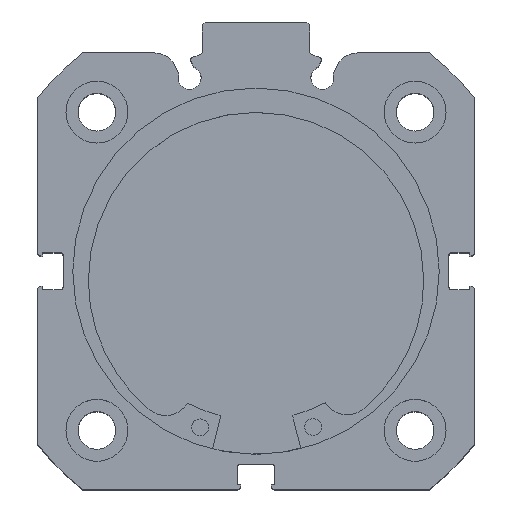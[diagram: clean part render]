
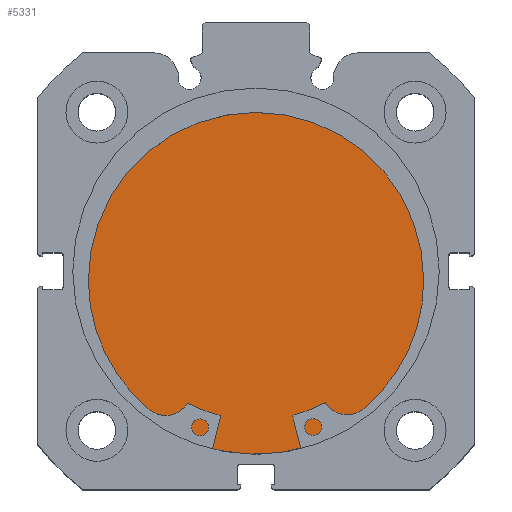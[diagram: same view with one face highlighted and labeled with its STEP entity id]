
A CAD part, top view. The second image highlights one B-rep face of the part: STEP entity #5331.
In plain terms, the highlighted face is planar.
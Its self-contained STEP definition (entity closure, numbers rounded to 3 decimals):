
#380 = AXIS2_PLACEMENT_3D ( 'NONE', #803, #809, #810 ) ;
#584 = AXIS2_PLACEMENT_3D ( 'NONE', #1533, #1534, #1535 ) ;
#589 = AXIS2_PLACEMENT_3D ( 'NONE', #1527, #1549, #1550 ) ;
#800 = PLANE ( 'NONE',  #380 ) ;
#803 = CARTESIAN_POINT ( 'NONE',  ( 9.5, 32.5, 0. ) ) ;
#809 = DIRECTION ( 'NONE',  ( -1., 0., 0. ) ) ;
#810 = DIRECTION ( 'NONE',  ( 0., 0., 1. ) ) ;
#1527 = CARTESIAN_POINT ( 'NONE',  ( 9.5, 0., 0. ) ) ;
#1533 = CARTESIAN_POINT ( 'NONE',  ( 9.5, 0., 0. ) ) ;
#1534 = DIRECTION ( 'NONE',  ( -1., 0., 0. ) ) ;
#1535 = DIRECTION ( 'NONE',  ( 0., 0., 1. ) ) ;
#1549 = DIRECTION ( 'NONE',  ( -1., 0., 0. ) ) ;
#1550 = DIRECTION ( 'NONE',  ( 0., 0., 1. ) ) ;
#2264 = CIRCLE ( 'NONE', #584, 32.5 ) ;
#2273 = CIRCLE ( 'NONE', #589, 32.5 ) ;
#3267 = VERTEX_POINT ( 'NONE', #6574 ) ;
#3268 = VERTEX_POINT ( 'NONE', #6569 ) ;
#4536 = ORIENTED_EDGE ( 'NONE', *, *, #6671, .F. ) ;
#4537 = ORIENTED_EDGE ( 'NONE', *, *, #6665, .F. ) ;
#4986 = FACE_OUTER_BOUND ( 'NONE', #5907, .T. ) ;
#5331 = ADVANCED_FACE ( 'NONE', ( #4986 ), #800, .F. ) ;
#5907 = EDGE_LOOP ( 'NONE', ( #4536, #4537 ) ) ;
#6569 = CARTESIAN_POINT ( 'NONE',  ( 9.5, 0., 32.5 ) ) ;
#6574 = CARTESIAN_POINT ( 'NONE',  ( 9.5, 0., -32.5 ) ) ;
#6665 = EDGE_CURVE ( 'NONE', #3267, #3268, #2264, .T. ) ;
#6671 = EDGE_CURVE ( 'NONE', #3268, #3267, #2273, .T. ) ;
